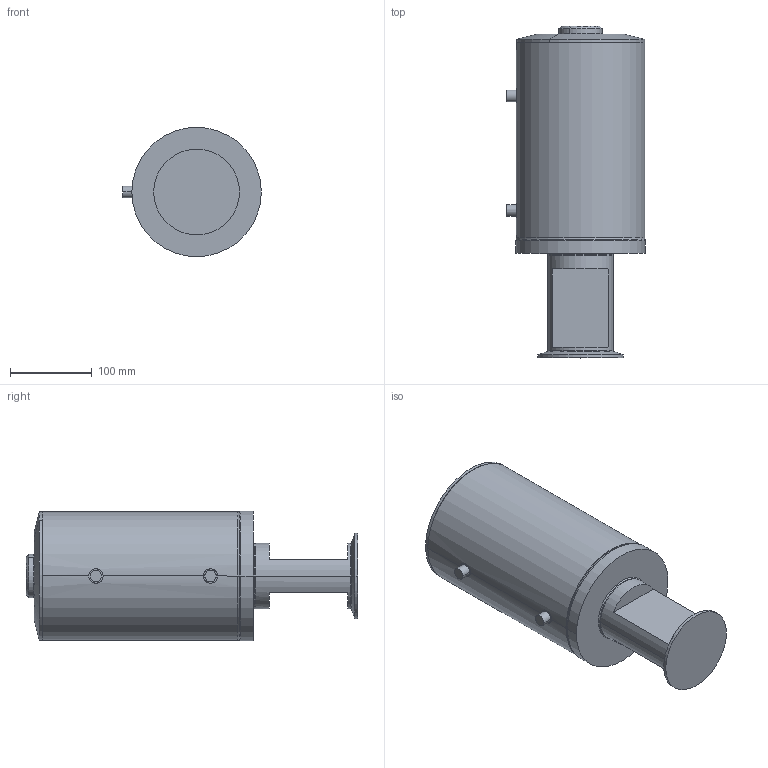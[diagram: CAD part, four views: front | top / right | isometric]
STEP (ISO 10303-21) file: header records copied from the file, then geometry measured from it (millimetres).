
FILE_DESCRIPTION (( 'STEP AP203' ), '1' );
FILE_NAME ('W75CP2-SL-3.STEP', '2018-04-30T20:12:42', ( '' ), ( '' ), 'SwSTEP 2.0', 'SolidWorks 2014', '' );
FILE_SCHEMA (( 'CONFIG_CONTROL_DESIGN' ));
Length unit declared in the file: inch
Products named in the file (1): W75CP2-SL-3
Bounding box: 169.35 x 405.43 x 158.14 mm (x, y, z)
Volume: 5629705.9 mm3; surface area: 213954.2 mm2
Topology: 1 solids, 1 shells, 61 faces, 128 edges, 76 vertices
Faces by surface type: cylinder 28, plane 16, torus 11, cone 6
Entity records: 1913 total; most frequent: CARTESIAN_POINT 488, DIRECTION 316, ORIENTED_EDGE 256, AXIS2_PLACEMENT_3D 136, EDGE_CURVE 128, VERTEX_POINT 76, CIRCLE 74, EDGE_LOOP 68
